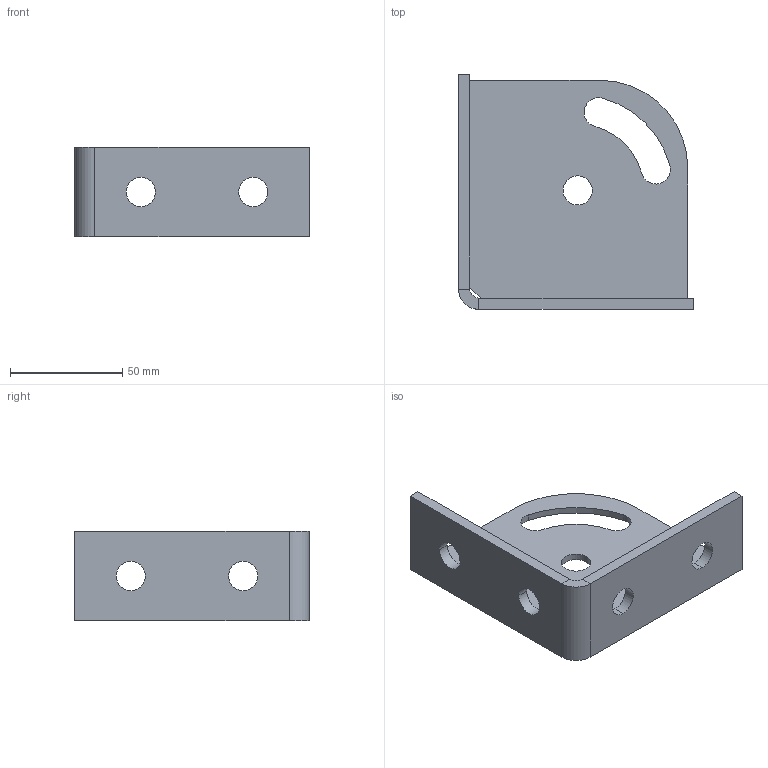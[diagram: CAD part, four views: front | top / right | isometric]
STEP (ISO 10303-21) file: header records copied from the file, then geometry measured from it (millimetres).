
FILE_DESCRIPTION (( 'STEP AP214' ), '1' );
FILE_NAME ('1124792.stp', '2016-12-06T11:56:55', ( '' ), ( '' ), 'SwSTEP 2.0', 'SolidWorks 2016', '' );
FILE_SCHEMA (( 'AUTOMOTIVE_DESIGN' ));
Length unit declared in the file: millimetre
Products named in the file (3): 105121_DD11_VA; 105080_DD11; 1124792
Assembly tree (2 placements, depth 2):
  1124792
    105080_DD11
    105121_DD11_VA
Bounding box: 104.5 x 104.5 x 40 mm (x, y, z)
Volume: 62531.6 mm3; surface area: 36468.6 mm2
Topology: 2 solids, 2 shells, 39 faces, 97 edges, 62 vertices
Faces by surface type: cylinder 20, plane 19
Entity records: 1301 total; most frequent: DIRECTION 225, CARTESIAN_POINT 203, ORIENTED_EDGE 194, EDGE_CURVE 97, AXIS2_PLACEMENT_3D 84, VERTEX_POINT 62, VECTOR 57, LINE 57
